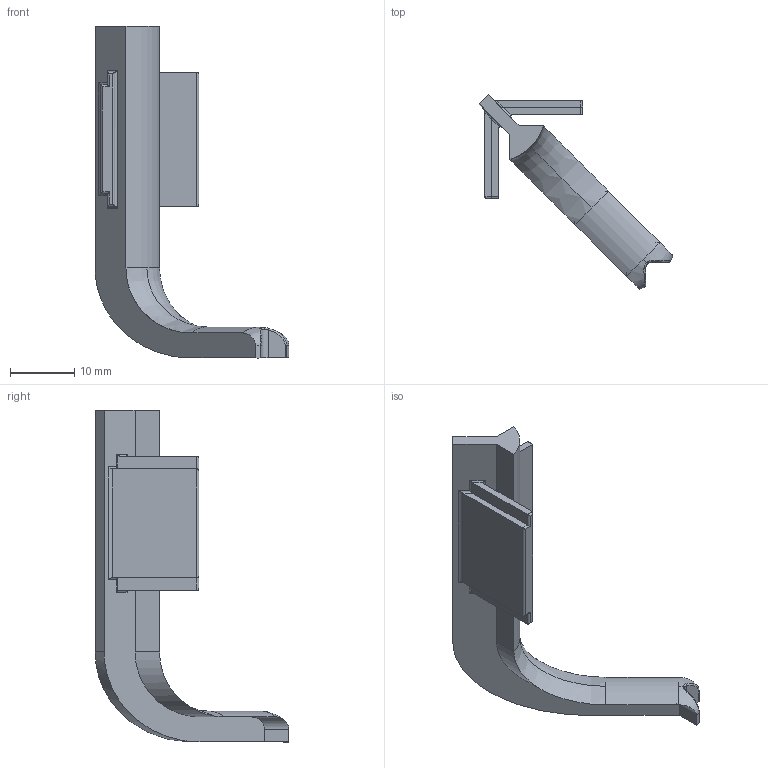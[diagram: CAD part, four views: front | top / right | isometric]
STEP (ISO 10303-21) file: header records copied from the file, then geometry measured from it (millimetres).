
FILE_DESCRIPTION(/* description */ ('Ecke innen,silberf.L-Form'),/* implementation_level */ '2;1');
FILE_NAME(/* name */ '100003223.stp',/* time_stamp */ '2024-01-18T08:35:32+01:00',/* author */ ('selema'),/* organization */ (''),/* preprocessor_version */ 'ST-DEVELOPER v20',/* originating_system */ 'Autodesk Inventor 2024',/* authorisation */ '');
FILE_SCHEMA (('AUTOMOTIVE_DESIGN { 1 0 10303 214 3 1 1 }'));
Length unit declared in the file: millimetre
Products named in the file (1): KD-112015
Bounding box: 30.14 x 30.14 x 51.6 mm (x, y, z)
Volume: 2849.8 mm3; surface area: 3219.4 mm2
Topology: 1 solids, 1 shells, 82 faces, 206 edges, 128 vertices
Faces by surface type: cylinder 42, plane 31, bspline 9
Entity records: 2693 total; most frequent: CARTESIAN_POINT 691, ORIENTED_EDGE 412, DIRECTION 408, EDGE_CURVE 206, AXIS2_PLACEMENT_3D 144, VERTEX_POINT 128, LINE 120, VECTOR 120
